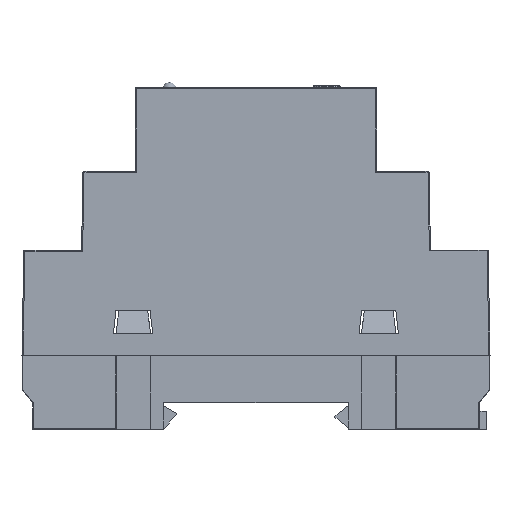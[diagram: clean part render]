
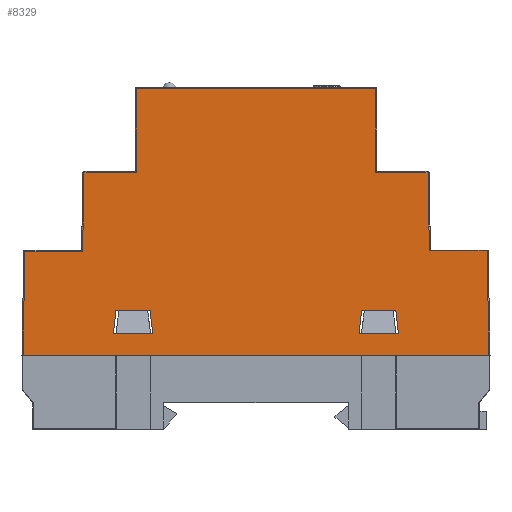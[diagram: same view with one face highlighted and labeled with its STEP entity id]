
A CAD part, left-side view. The second image highlights one B-rep face of the part: STEP entity #8329.
In plain terms, the highlighted planar face has unit normal (-1, 0, 0).
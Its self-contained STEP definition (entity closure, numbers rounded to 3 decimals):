
#8329=ADVANCED_FACE('',(#17125,#17127,#17129),#17131,.T.);
#17125=FACE_BOUND('',#17126,.T.);
#17126=EDGE_LOOP('',(#27965,#27966,#27967,#27968,#27969,#27970,#27971,#27972,#27973,
#27974,#27975,#27976));
#17127=FACE_BOUND('',#17128,.T.);
#17128=EDGE_LOOP('',(#27977,#27978,#27979,#27980));
#17129=FACE_BOUND('',#17130,.T.);
#17130=EDGE_LOOP('',(#27981,#27982,#27983,#27984));
#17131=PLANE('',#17132);
#17132=AXIS2_PLACEMENT_3D('',#17133,#17134,#17135);
#17133=CARTESIAN_POINT('',(-52.,44.571,0.));
#17134=DIRECTION('',(-1.,0.,0.));
#17135=DIRECTION('',(0.,-1.,0.));
#27965=ORIENTED_EDGE('',*,*,#33730,.F.);
#27966=ORIENTED_EDGE('',*,*,#33731,.T.);
#27967=ORIENTED_EDGE('',*,*,#33732,.T.);
#27968=ORIENTED_EDGE('',*,*,#33733,.T.);
#27969=ORIENTED_EDGE('',*,*,#33734,.T.);
#27970=ORIENTED_EDGE('',*,*,#33735,.F.);
#27971=ORIENTED_EDGE('',*,*,#33736,.T.);
#27972=ORIENTED_EDGE('',*,*,#33737,.F.);
#27973=ORIENTED_EDGE('',*,*,#33738,.T.);
#27974=ORIENTED_EDGE('',*,*,#33739,.T.);
#27975=ORIENTED_EDGE('',*,*,#33740,.T.);
#27976=ORIENTED_EDGE('',*,*,#33741,.T.);
#27977=ORIENTED_EDGE('',*,*,#33742,.T.);
#27978=ORIENTED_EDGE('',*,*,#33743,.T.);
#27979=ORIENTED_EDGE('',*,*,#33744,.T.);
#27980=ORIENTED_EDGE('',*,*,#33745,.T.);
#27981=ORIENTED_EDGE('',*,*,#33746,.T.);
#27982=ORIENTED_EDGE('',*,*,#33747,.T.);
#27983=ORIENTED_EDGE('',*,*,#33748,.T.);
#27984=ORIENTED_EDGE('',*,*,#33749,.T.);
#33730=EDGE_CURVE('',#40271,#40272,#40273,.T.);
#33731=EDGE_CURVE('',#40271,#40274,#40275,.F.);
#33732=EDGE_CURVE('',#40274,#40276,#40277,.T.);
#33733=EDGE_CURVE('',#40276,#40278,#40279,.T.);
#33734=EDGE_CURVE('',#40278,#40280,#40281,.T.);
#33735=EDGE_CURVE('',#40282,#40280,#40283,.F.);
#33736=EDGE_CURVE('',#40282,#40284,#40285,.T.);
#33737=EDGE_CURVE('',#40286,#40284,#40287,.F.);
#33738=EDGE_CURVE('',#40286,#40288,#40289,.T.);
#33739=EDGE_CURVE('',#40288,#40290,#40291,.T.);
#33740=EDGE_CURVE('',#40290,#40292,#40293,.T.);
#33741=EDGE_CURVE('',#40292,#40272,#40294,.F.);
#33742=EDGE_CURVE('',#40295,#40296,#40297,.F.);
#33743=EDGE_CURVE('',#40296,#40298,#40299,.F.);
#33744=EDGE_CURVE('',#40298,#40300,#40301,.F.);
#33745=EDGE_CURVE('',#40300,#40295,#40302,.F.);
#33746=EDGE_CURVE('',#40303,#40304,#40305,.F.);
#33747=EDGE_CURVE('',#40304,#40306,#40307,.F.);
#33748=EDGE_CURVE('',#40306,#40308,#40309,.F.);
#33749=EDGE_CURVE('',#40308,#40303,#40310,.F.);
#40271=VERTEX_POINT('',#54140);
#40272=VERTEX_POINT('',#54141);
#40273=LINE('',#54142,#54143);
#40274=VERTEX_POINT('',#54145);
#40275=LINE('',#54146,#54147);
#40276=VERTEX_POINT('',#54149);
#40277=LINE('',#54150,#54151);
#40278=VERTEX_POINT('',#54153);
#40279=LINE('',#54154,#54155);
#40280=VERTEX_POINT('',#54157);
#40281=LINE('',#54158,#54159);
#40282=VERTEX_POINT('',#54161);
#40283=LINE('',#54162,#54163);
#40284=VERTEX_POINT('',#54165);
#40285=LINE('',#54166,#54167);
#40286=VERTEX_POINT('',#54169);
#40287=LINE('',#54170,#54171);
#40288=VERTEX_POINT('',#54173);
#40289=LINE('',#54174,#54175);
#40290=VERTEX_POINT('',#54177);
#40291=LINE('',#54178,#54179);
#40292=VERTEX_POINT('',#54181);
#40293=LINE('',#54182,#54183);
#40294=LINE('',#54185,#54186);
#40295=VERTEX_POINT('',#54188);
#40296=VERTEX_POINT('',#54189);
#40297=LINE('',#54190,#54191);
#40298=VERTEX_POINT('',#54193);
#40299=LINE('',#54194,#54195);
#40300=VERTEX_POINT('',#54197);
#40301=LINE('',#54198,#54199);
#40302=LINE('',#54201,#54202);
#40303=VERTEX_POINT('',#54204);
#40304=VERTEX_POINT('',#54205);
#40305=LINE('',#54206,#54207);
#40306=VERTEX_POINT('',#54209);
#40307=LINE('',#54210,#54211);
#40308=VERTEX_POINT('',#54213);
#40309=LINE('',#54214,#54215);
#40310=LINE('',#54217,#54218);
#54140=CARTESIAN_POINT('',(-52.,22.8,50.8));
#54141=CARTESIAN_POINT('',(-52.,-22.8,50.8));
#54142=CARTESIAN_POINT('',(-52.,22.8,50.8));
#54143=VECTOR('',#54144,1.);
#54144=DIRECTION('',(0.,-1.,0.));
#54145=CARTESIAN_POINT('',(-52.,22.8,34.8));
#54146=CARTESIAN_POINT('',(-52.,22.8,34.8));
#54147=VECTOR('',#54148,1.);
#54148=DIRECTION('',(0.,0.,1.));
#54149=CARTESIAN_POINT('',(-52.,32.764,34.8));
#54150=CARTESIAN_POINT('',(-52.,22.8,34.8));
#54151=VECTOR('',#54152,1.);
#54152=DIRECTION('',(0.,1.,0.));
#54153=CARTESIAN_POINT('',(-52.,33.026,19.8));
#54154=CARTESIAN_POINT('',(-52.,32.764,34.8));
#54155=VECTOR('',#54156,1.);
#54156=DIRECTION('',(0.,0.017,-1.));
#54157=CARTESIAN_POINT('',(-52.,44.026,19.8));
#54158=CARTESIAN_POINT('',(-52.,33.026,19.8));
#54159=VECTOR('',#54160,1.);
#54160=DIRECTION('',(0.,1.,0.));
#54161=CARTESIAN_POINT('',(-52.,44.371,0.));
#54162=CARTESIAN_POINT('',(-52.,44.026,19.8));
#54163=VECTOR('',#54164,1.);
#54164=DIRECTION('',(0.,0.017,-1.));
#54165=CARTESIAN_POINT('',(-52.,-44.371,0.));
#54166=CARTESIAN_POINT('',(-52.,44.371,0.));
#54167=VECTOR('',#54168,1.);
#54168=DIRECTION('',(0.,-1.,0.));
#54169=CARTESIAN_POINT('',(-52.,-44.022,20.));
#54170=CARTESIAN_POINT('',(-52.,-44.371,0.));
#54171=VECTOR('',#54172,1.);
#54172=DIRECTION('',(0.,0.017,1.));
#54173=CARTESIAN_POINT('',(-52.,-33.022,20.));
#54174=CARTESIAN_POINT('',(-52.,-44.022,20.));
#54175=VECTOR('',#54176,1.);
#54176=DIRECTION('',(0.,1.,0.));
#54177=CARTESIAN_POINT('',(-52.,-32.764,34.8));
#54178=CARTESIAN_POINT('',(-52.,-33.022,20.));
#54179=VECTOR('',#54180,1.);
#54180=DIRECTION('',(0.,0.017,1.));
#54181=CARTESIAN_POINT('',(-52.,-22.8,34.8));
#54182=CARTESIAN_POINT('',(-52.,-32.764,34.8));
#54183=VECTOR('',#54184,1.);
#54184=DIRECTION('',(0.,1.,0.));
#54185=CARTESIAN_POINT('',(-52.,-22.8,50.8));
#54186=VECTOR('',#54187,1.);
#54187=DIRECTION('',(0.,0.,-1.));
#54188=CARTESIAN_POINT('',(-52.,-19.623,4.049));
#54189=CARTESIAN_POINT('',(-52.,-20.123,8.549));
#54190=CARTESIAN_POINT('',(-52.,-20.123,8.549));
#54191=VECTOR('',#54192,1.);
#54192=DIRECTION('',(0.,0.11,-0.994));
#54193=CARTESIAN_POINT('',(-52.,-26.623,8.549));
#54194=CARTESIAN_POINT('',(-52.,-26.623,8.549));
#54195=VECTOR('',#54196,1.);
#54196=DIRECTION('',(0.,1.,0.));
#54197=CARTESIAN_POINT('',(-52.,-27.123,4.049));
#54198=CARTESIAN_POINT('',(-52.,-27.123,4.049));
#54199=VECTOR('',#54200,1.);
#54200=DIRECTION('',(0.,0.11,0.994));
#54201=CARTESIAN_POINT('',(-52.,-19.623,4.049));
#54202=VECTOR('',#54203,1.);
#54203=DIRECTION('',(0.,-1.,0.));
#54204=CARTESIAN_POINT('',(-52.,27.177,4.049));
#54205=CARTESIAN_POINT('',(-52.,26.677,8.549));
#54206=CARTESIAN_POINT('',(-52.,26.677,8.549));
#54207=VECTOR('',#54208,1.);
#54208=DIRECTION('',(0.,0.11,-0.994));
#54209=CARTESIAN_POINT('',(-52.,20.177,8.549));
#54210=CARTESIAN_POINT('',(-52.,20.177,8.549));
#54211=VECTOR('',#54212,1.);
#54212=DIRECTION('',(0.,1.,0.));
#54213=CARTESIAN_POINT('',(-52.,19.677,4.049));
#54214=CARTESIAN_POINT('',(-52.,19.677,4.049));
#54215=VECTOR('',#54216,1.);
#54216=DIRECTION('',(0.,0.11,0.994));
#54217=CARTESIAN_POINT('',(-52.,27.177,4.049));
#54218=VECTOR('',#54219,1.);
#54219=DIRECTION('',(0.,-1.,0.));
